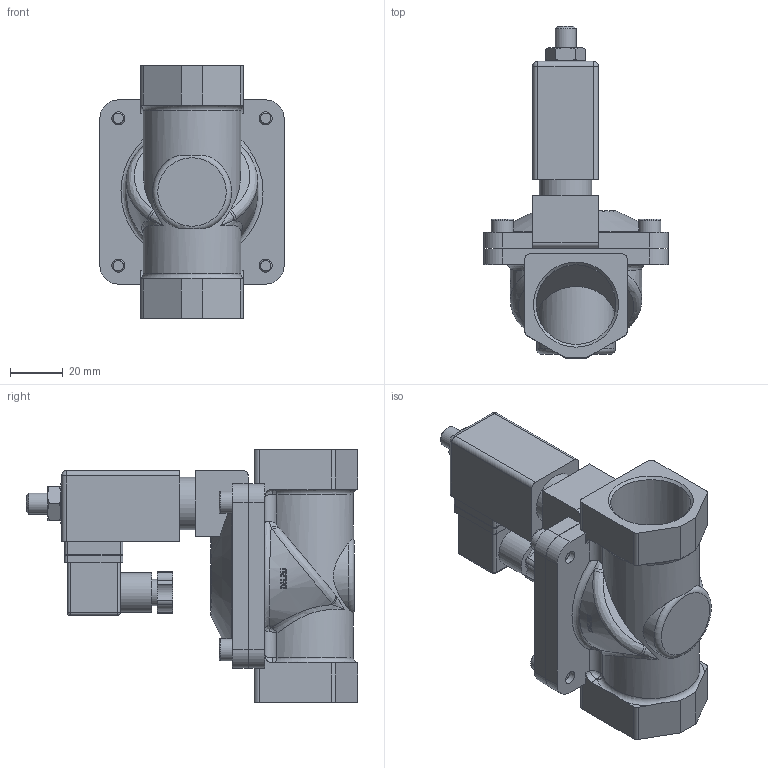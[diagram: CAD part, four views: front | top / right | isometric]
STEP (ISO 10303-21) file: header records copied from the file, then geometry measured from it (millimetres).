
FILE_DESCRIPTION(/* description */ (''),/* implementation_level */ '2;1');
FILE_NAME(/* name */ 'DN25_3D_STEP.stp',/* time_stamp */ '2024-02-13T02:32:27+03:00',/* author */ ('igorr'),/* organization */ (''),/* preprocessor_version */ 'ST-DEVELOPER v19.2',/* originating_system */ 'Autodesk Inventor 2023',/* authorisation */ '');
FILE_SCHEMA (('AUTOMOTIVE_DESIGN { 1 0 10303 214 3 1 1 }'));
Length unit declared in the file: millimetre
Products named in the file (5): Сборка; Деталь; соленоид; BS 3692 - M8; AS 1420 - 1973 - M5 x 10
Assembly tree (7 placements, depth 2):
  Сборка
    Деталь
    соленоид
    BS 3692 - M8
    AS 1420 - 1973 - M5 x 10  x4
Bounding box: 70 x 126 x 96 mm (x, y, z)
Volume: 206016.5 mm3; surface area: 52014.8 mm2
Topology: 7 solids, 7 shells, 372 faces, 927 edges, 590 vertices
Faces by surface type: plane 160, cylinder 96, bspline 66, cone 26, torus 18, sphere 6
Full cylindrical faces by diameter (mm): 5 x12, 6.647 x1, 8 x2, 8.5 x4, 10 x2, 15 x2, 18 x1, 20 x1, 30.293 x2
Entity records: 12335 total; most frequent: CARTESIAN_POINT 4458, ORIENTED_EDGE 1624, DIRECTION 1389, EDGE_CURVE 812, AXIS2_PLACEMENT_3D 535, VERTEX_POINT 518, EDGE_LOOP 370, FACE_OUTER_BOUND 327
